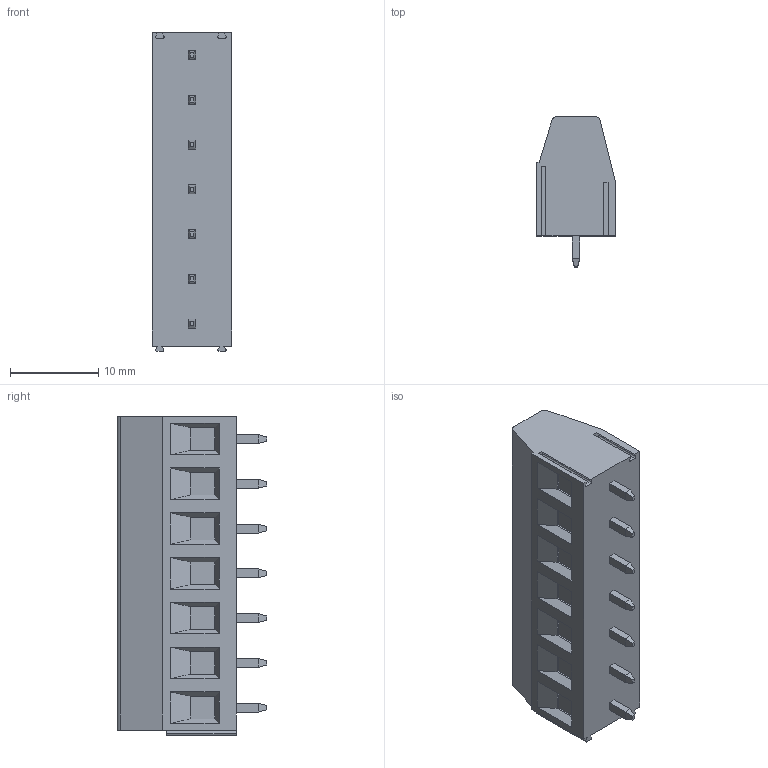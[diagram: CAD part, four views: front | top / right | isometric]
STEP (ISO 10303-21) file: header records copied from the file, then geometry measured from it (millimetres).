
FILE_DESCRIPTION((''),'2;1');
FILE_NAME('PRT0053','2025-01-13T',('yanfa'),(''),'PRO/ENGINEER BY PARAMETRIC TECHNOLOGY CORPORATION, 2009280','PRO/ENGINEER BY PARAMETRIC TECHNOLOGY CORPORATION, 2009280','');
FILE_SCHEMA(('AUTOMOTIVE_DESIGN_CC2 { 1 2 10303 214 -1 1 5 2 }'));
Length unit declared in the file: millimetre
Products named in the file (1): PRT0053
Bounding box: 9 x 17 x 36.16 mm (x, y, z)
Volume: 3678.8 mm3; surface area: 2116.2 mm2
Topology: 1 solids, 1 shells, 294 faces, 715 edges, 444 vertices
Faces by surface type: plane 200, cylinder 52, cone 28, torus 14
Entity records: 8587 total; most frequent: CARTESIAN_POINT 1621, DIRECTION 1435, ORIENTED_EDGE 1430, EDGE_CURVE 715, VECTOR 527, LINE 527, AXIS2_PLACEMENT_3D 454, VERTEX_POINT 444
